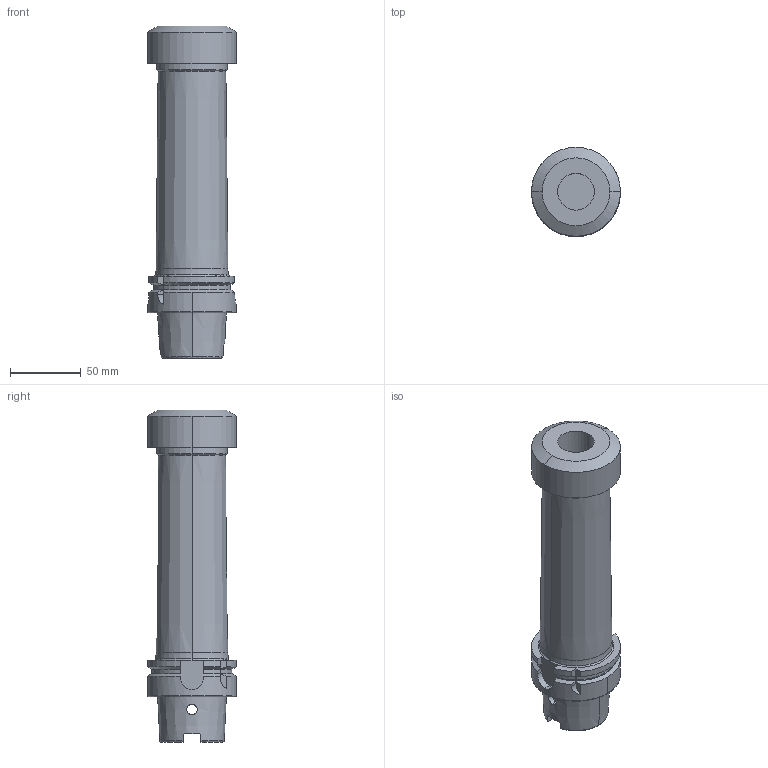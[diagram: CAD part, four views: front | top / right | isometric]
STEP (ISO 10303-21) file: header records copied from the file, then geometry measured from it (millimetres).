
FILE_DESCRIPTION (( 'STEP AP203' ), '1' );
FILE_NAME ('STP-SATE-31476-8T.STEP', '2018-09-25T06:05:44', ( '' ), ( '' ), 'SwSTEP 2.0', 'SolidWorks 2015', '' );
FILE_SCHEMA (( 'CONFIG_CONTROL_DESIGN' ));
Length unit declared in the file: millimetre
Products named in the file (1): STP-SATE-31476-8T
Bounding box: 63 x 63 x 235.2 mm (x, y, z)
Volume: 430466.9 mm3; surface area: 56184 mm2
Topology: 1 solids, 2 shells, 124 faces, 315 edges, 198 vertices
Faces by surface type: cylinder 40, plane 35, torus 28, cone 21
Entity records: 4361 total; most frequent: CARTESIAN_POINT 1290, DIRECTION 644, ORIENTED_EDGE 630, EDGE_CURVE 315, AXIS2_PLACEMENT_3D 268, VERTEX_POINT 198, CIRCLE 143, EDGE_LOOP 131
